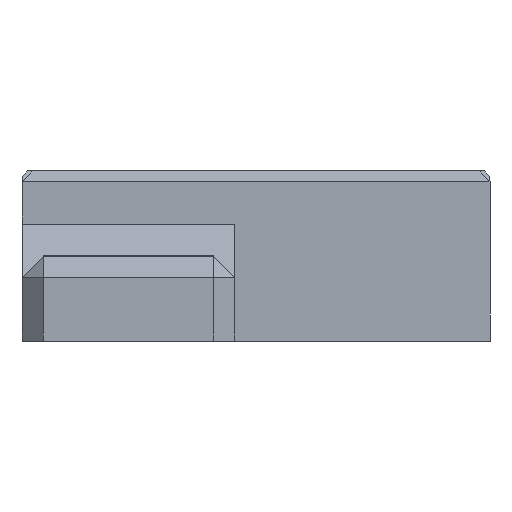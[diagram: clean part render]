
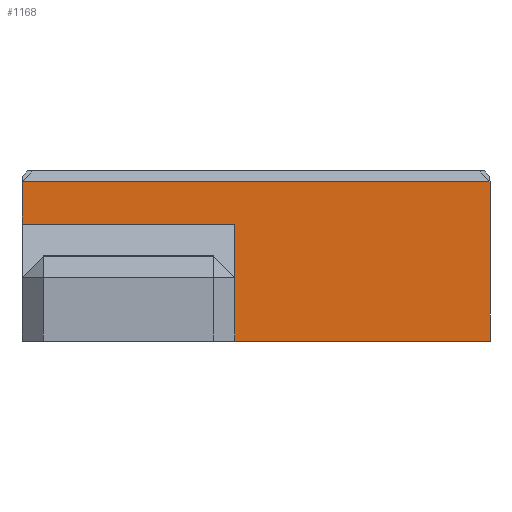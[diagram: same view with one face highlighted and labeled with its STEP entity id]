
A CAD part, front view. The second image highlights one B-rep face of the part: STEP entity #1168.
In plain terms, the highlighted planar face has unit normal (0, -1, 0).
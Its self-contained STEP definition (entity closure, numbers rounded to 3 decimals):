
#64=PLANE('',#1262);
#126=LINE('',#1764,#234);
#131=LINE('',#1773,#239);
#132=LINE('',#1776,#240);
#133=LINE('',#1778,#241);
#134=LINE('',#1780,#242);
#135=LINE('',#1781,#243);
#234=VECTOR('',#1420,10.);
#239=VECTOR('',#1427,10.);
#240=VECTOR('',#1430,10.);
#241=VECTOR('',#1431,10.);
#242=VECTOR('',#1432,10.);
#243=VECTOR('',#1433,10.);
#346=FACE_OUTER_BOUND('',#421,.T.);
#421=EDGE_LOOP('',(#869,#870,#871,#872,#873,#874));
#551=VERTEX_POINT('',#1761);
#552=VERTEX_POINT('',#1763);
#555=VERTEX_POINT('',#1771);
#556=VERTEX_POINT('',#1775);
#557=VERTEX_POINT('',#1777);
#558=VERTEX_POINT('',#1779);
#670=EDGE_CURVE('',#551,#552,#126,.T.);
#675=EDGE_CURVE('',#555,#551,#131,.T.);
#676=EDGE_CURVE('',#556,#555,#132,.T.);
#677=EDGE_CURVE('',#557,#556,#133,.T.);
#678=EDGE_CURVE('',#557,#558,#134,.T.);
#679=EDGE_CURVE('',#552,#558,#135,.T.);
#869=ORIENTED_EDGE('',*,*,#675,.F.);
#870=ORIENTED_EDGE('',*,*,#676,.F.);
#871=ORIENTED_EDGE('',*,*,#677,.F.);
#872=ORIENTED_EDGE('',*,*,#678,.T.);
#873=ORIENTED_EDGE('',*,*,#679,.F.);
#874=ORIENTED_EDGE('',*,*,#670,.F.);
#1168=ADVANCED_FACE('',(#346),#64,.T.);
#1262=AXIS2_PLACEMENT_3D('',#1774,#1428,#1429);
#1420=DIRECTION('',(0.,0.,1.));
#1427=DIRECTION('',(-1.,0.,0.));
#1428=DIRECTION('center_axis',(0.,-1.,0.));
#1429=DIRECTION('ref_axis',(1.,0.,0.));
#1430=DIRECTION('',(0.,0.,1.));
#1431=DIRECTION('',(-1.,0.,0.));
#1432=DIRECTION('',(0.,0.,1.));
#1433=DIRECTION('',(1.,0.,0.));
#1761=CARTESIAN_POINT('',(170.,264.,591.));
#1763=CARTESIAN_POINT('',(170.,264.,595.));
#1764=CARTESIAN_POINT('',(170.,264.,580.));
#1771=CARTESIAN_POINT('',(190.,264.,591.));
#1773=CARTESIAN_POINT('',(175.,264.,591.));
#1774=CARTESIAN_POINT('Origin',(170.,264.,580.));
#1775=CARTESIAN_POINT('',(190.,264.,580.));
#1776=CARTESIAN_POINT('',(190.,264.,580.));
#1777=CARTESIAN_POINT('',(214.001,264.,580.));
#1778=CARTESIAN_POINT('',(214.001,264.,580.));
#1779=CARTESIAN_POINT('',(214.001,264.,595.));
#1780=CARTESIAN_POINT('',(214.001,264.,580.));
#1781=CARTESIAN_POINT('',(181.,264.,595.));
